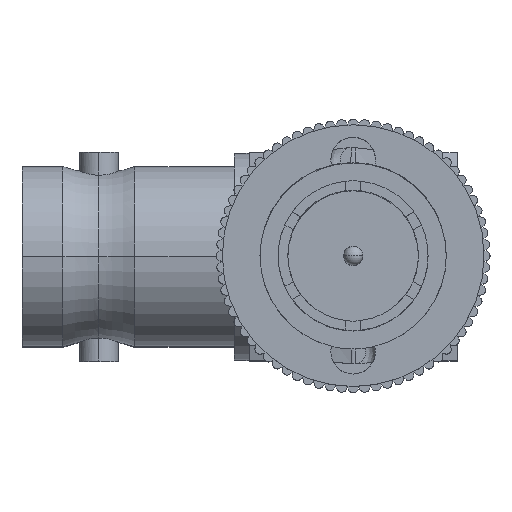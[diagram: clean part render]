
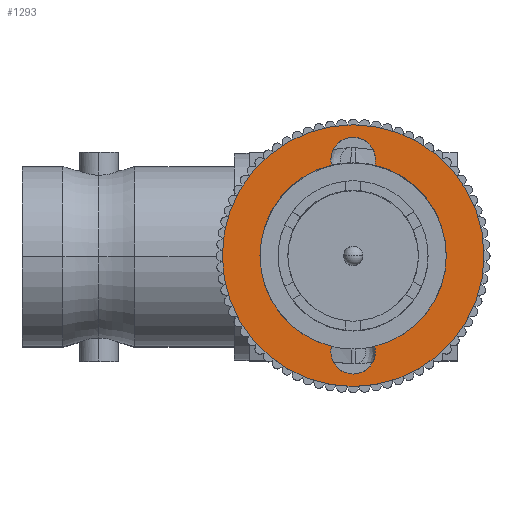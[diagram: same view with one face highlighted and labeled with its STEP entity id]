
A CAD part, top view. The second image highlights one B-rep face of the part: STEP entity #1293.
In plain terms, the highlighted planar face has unit normal (0, 0, 1).
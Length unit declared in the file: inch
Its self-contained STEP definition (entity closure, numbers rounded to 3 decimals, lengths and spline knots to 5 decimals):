
#38 = DIRECTION ( 'NONE',  ( 0., 0., 1. ) ) ;
#166 = VERTEX_POINT ( 'NONE', #3297 ) ;
#326 = CARTESIAN_POINT ( 'NONE',  ( -0.0451, 0.18868, 0. ) ) ;
#488 = VERTEX_POINT ( 'NONE', #5222 ) ;
#513 = EDGE_CURVE ( 'NONE', #10866, #488, #782, .T. ) ;
#772 = ORIENTED_EDGE ( 'NONE', *, *, #9516, .F. ) ;
#782 = CIRCLE ( 'NONE', #4259, 0.0465 ) ;
#1042 = VERTEX_POINT ( 'NONE', #13881 ) ;
#1279 = EDGE_CURVE ( 'NONE', #3065, #1042, #5090, .T. ) ;
#1293 = ADVANCED_FACE ( 'NONE', ( #4800, #9183 ), #13573, .T. ) ;
#1379 = DIRECTION ( 'NONE',  ( 0., 0., 1. ) ) ;
#1784 = CARTESIAN_POINT ( 'NONE',  ( 0., 0.2, 0. ) ) ;
#1796 = CARTESIAN_POINT ( 'NONE',  ( 0.0465, -0.2, 0. ) ) ;
#1804 = CARTESIAN_POINT ( 'NONE',  ( 0., 0., 0. ) ) ;
#2043 = CARTESIAN_POINT ( 'NONE',  ( 0.0451, 0.18868, 0. ) ) ;
#2288 = CARTESIAN_POINT ( 'NONE',  ( 0., 0., 0. ) ) ;
#2416 = CARTESIAN_POINT ( 'NONE',  ( 0., 0., 0. ) ) ;
#2601 = CIRCLE ( 'NONE', #3996, 0.2725 ) ;
#2918 = CARTESIAN_POINT ( 'NONE',  ( -0.0465, -0.2, 0. ) ) ;
#3065 = VERTEX_POINT ( 'NONE', #9078 ) ;
#3073 = EDGE_CURVE ( 'NONE', #13997, #10564, #4616, .T. ) ;
#3130 = AXIS2_PLACEMENT_3D ( 'NONE', #2416, #5523, #6851 ) ;
#3277 = EDGE_CURVE ( 'NONE', #14237, #10866, #11381, .T. ) ;
#3284 = ORIENTED_EDGE ( 'NONE', *, *, #11586, .F. ) ;
#3297 = CARTESIAN_POINT ( 'NONE',  ( 0.194, 0., 0. ) ) ;
#3336 = DIRECTION ( 'NONE',  ( 1., 0., 0. ) ) ;
#3355 = VERTEX_POINT ( 'NONE', #326 ) ;
#3491 = VERTEX_POINT ( 'NONE', #13082 ) ;
#3493 = AXIS2_PLACEMENT_3D ( 'NONE', #2288, #38, #11136 ) ;
#3579 = ORIENTED_EDGE ( 'NONE', *, *, #8213, .F. ) ;
#3606 = ORIENTED_EDGE ( 'NONE', *, *, #5333, .F. ) ;
#3984 = CARTESIAN_POINT ( 'NONE',  ( 0., 0.2, 0. ) ) ;
#3996 = AXIS2_PLACEMENT_3D ( 'NONE', #5424, #5634, #12096 ) ;
#4259 = AXIS2_PLACEMENT_3D ( 'NONE', #10740, #13187, #6886 ) ;
#4395 = AXIS2_PLACEMENT_3D ( 'NONE', #11185, #9315, #13708 ) ;
#4616 = CIRCLE ( 'NONE', #13867, 0.2725 ) ;
#4800 = FACE_BOUND ( 'NONE', #6697, .T. ) ;
#5090 = CIRCLE ( 'NONE', #6247, 0.194 ) ;
#5162 = CIRCLE ( 'NONE', #7028, 0.0465 ) ;
#5222 = CARTESIAN_POINT ( 'NONE',  ( 0.0451, -0.18868, 0. ) ) ;
#5333 = EDGE_CURVE ( 'NONE', #3355, #3065, #10225, .T. ) ;
#5424 = CARTESIAN_POINT ( 'NONE',  ( 0., 0., 0. ) ) ;
#5457 = ORIENTED_EDGE ( 'NONE', *, *, #11361, .F. ) ;
#5523 = DIRECTION ( 'NONE',  ( 0., 0., 1. ) ) ;
#5634 = DIRECTION ( 'NONE',  ( 0., 0., 1. ) ) ;
#5991 = ORIENTED_EDGE ( 'NONE', *, *, #3277, .F. ) ;
#6244 = CARTESIAN_POINT ( 'NONE',  ( 0., 0.2, 0. ) ) ;
#6247 = AXIS2_PLACEMENT_3D ( 'NONE', #11254, #1379, #10114 ) ;
#6361 = CIRCLE ( 'NONE', #13984, 0.0465 ) ;
#6697 = EDGE_LOOP ( 'NONE', ( #3606, #3284, #8894, #5457, #772, #8258, #7027, #5991, #3579, #8637 ) ) ;
#6851 = DIRECTION ( 'NONE',  ( 1., 0., 0. ) ) ;
#6886 = DIRECTION ( 'NONE',  ( 1., 0., 0. ) ) ;
#7027 = ORIENTED_EDGE ( 'NONE', *, *, #513, .F. ) ;
#7028 = AXIS2_PLACEMENT_3D ( 'NONE', #6244, #8444, #12364 ) ;
#7032 = CARTESIAN_POINT ( 'NONE',  ( 0., 0., 0. ) ) ;
#7085 = EDGE_LOOP ( 'NONE', ( #10911, #12320 ) ) ;
#7470 = AXIS2_PLACEMENT_3D ( 'NONE', #10204, #8043, #13448 ) ;
#7493 = AXIS2_PLACEMENT_3D ( 'NONE', #1804, #11162, #3336 ) ;
#7541 = DIRECTION ( 'NONE',  ( 0., 0., 1. ) ) ;
#7726 = EDGE_CURVE ( 'NONE', #12867, #3491, #11574, .T. ) ;
#8043 = DIRECTION ( 'NONE',  ( 0., 0., 1. ) ) ;
#8213 = EDGE_CURVE ( 'NONE', #1042, #14237, #6361, .T. ) ;
#8258 = ORIENTED_EDGE ( 'NONE', *, *, #14047, .F. ) ;
#8280 = CARTESIAN_POINT ( 'NONE',  ( 0., -0.2, 0. ) ) ;
#8444 = DIRECTION ( 'NONE',  ( 0., 0., 1. ) ) ;
#8637 = ORIENTED_EDGE ( 'NONE', *, *, #1279, .F. ) ;
#8886 = CIRCLE ( 'NONE', #9588, 0.0465 ) ;
#8894 = ORIENTED_EDGE ( 'NONE', *, *, #7726, .F. ) ;
#9078 = CARTESIAN_POINT ( 'NONE',  ( -0.194, 0., 0. ) ) ;
#9183 = FACE_OUTER_BOUND ( 'NONE', #7085, .T. ) ;
#9315 = DIRECTION ( 'NONE',  ( 0., 0., 1. ) ) ;
#9516 = EDGE_CURVE ( 'NONE', #166, #12872, #9592, .T. ) ;
#9588 = AXIS2_PLACEMENT_3D ( 'NONE', #1784, #7541, #13026 ) ;
#9592 = CIRCLE ( 'NONE', #7493, 0.194 ) ;
#10114 = DIRECTION ( 'NONE',  ( 1., 0., 0. ) ) ;
#10204 = CARTESIAN_POINT ( 'NONE',  ( 0., -0.2, 0. ) ) ;
#10225 = CIRCLE ( 'NONE', #3493, 0.194 ) ;
#10564 = VERTEX_POINT ( 'NONE', #11970 ) ;
#10740 = CARTESIAN_POINT ( 'NONE',  ( 0., -0.2, 0. ) ) ;
#10866 = VERTEX_POINT ( 'NONE', #1796 ) ;
#10911 = ORIENTED_EDGE ( 'NONE', *, *, #10989, .T. ) ;
#10989 = EDGE_CURVE ( 'NONE', #10564, #13997, #2601, .T. ) ;
#11136 = DIRECTION ( 'NONE',  ( 1., 0., 0. ) ) ;
#11153 = DIRECTION ( 'NONE',  ( 1., 0., 0. ) ) ;
#11162 = DIRECTION ( 'NONE',  ( 0., 0., 1. ) ) ;
#11185 = CARTESIAN_POINT ( 'NONE',  ( 0.2725, 0., 0. ) ) ;
#11254 = CARTESIAN_POINT ( 'NONE',  ( 0., 0., 0. ) ) ;
#11361 = EDGE_CURVE ( 'NONE', #12872, #12867, #8886, .T. ) ;
#11381 = CIRCLE ( 'NONE', #7470, 0.0465 ) ;
#11445 = DIRECTION ( 'NONE',  ( 0., 0., 1. ) ) ;
#11574 = CIRCLE ( 'NONE', #14327, 0.0465 ) ;
#11586 = EDGE_CURVE ( 'NONE', #3491, #3355, #5162, .T. ) ;
#11925 = CIRCLE ( 'NONE', #3130, 0.194 ) ;
#11970 = CARTESIAN_POINT ( 'NONE',  ( 0.2725, 0., 0. ) ) ;
#12096 = DIRECTION ( 'NONE',  ( 1., 0., 0. ) ) ;
#12320 = ORIENTED_EDGE ( 'NONE', *, *, #3073, .T. ) ;
#12364 = DIRECTION ( 'NONE',  ( -1., 0., 0. ) ) ;
#12539 = DIRECTION ( 'NONE',  ( 1., 0., 0. ) ) ;
#12682 = DIRECTION ( 'NONE',  ( 0., 0., 1. ) ) ;
#12825 = DIRECTION ( 'NONE',  ( -1., 0., 0. ) ) ;
#12867 = VERTEX_POINT ( 'NONE', #14287 ) ;
#12872 = VERTEX_POINT ( 'NONE', #2043 ) ;
#12895 = DIRECTION ( 'NONE',  ( 0., 0., 1. ) ) ;
#13026 = DIRECTION ( 'NONE',  ( -1., 0., 0. ) ) ;
#13082 = CARTESIAN_POINT ( 'NONE',  ( -0.0465, 0.2, 0. ) ) ;
#13187 = DIRECTION ( 'NONE',  ( 0., 0., 1. ) ) ;
#13361 = CARTESIAN_POINT ( 'NONE',  ( -0.2725, 0., 0. ) ) ;
#13448 = DIRECTION ( 'NONE',  ( 1., 0., 0. ) ) ;
#13573 = PLANE ( 'NONE',  #4395 ) ;
#13708 = DIRECTION ( 'NONE',  ( 1., 0., 0. ) ) ;
#13867 = AXIS2_PLACEMENT_3D ( 'NONE', #7032, #11445, #11153 ) ;
#13881 = CARTESIAN_POINT ( 'NONE',  ( -0.0451, -0.18868, 0. ) ) ;
#13984 = AXIS2_PLACEMENT_3D ( 'NONE', #8280, #12682, #12539 ) ;
#13997 = VERTEX_POINT ( 'NONE', #13361 ) ;
#14047 = EDGE_CURVE ( 'NONE', #488, #166, #11925, .T. ) ;
#14237 = VERTEX_POINT ( 'NONE', #2918 ) ;
#14287 = CARTESIAN_POINT ( 'NONE',  ( 0.0465, 0.2, 0. ) ) ;
#14327 = AXIS2_PLACEMENT_3D ( 'NONE', #3984, #12895, #12825 ) ;
